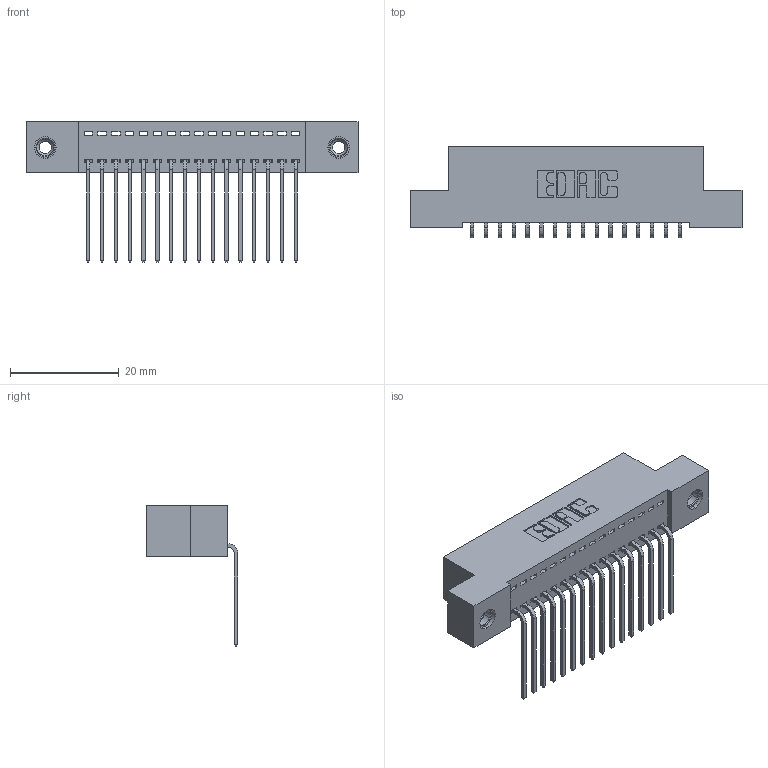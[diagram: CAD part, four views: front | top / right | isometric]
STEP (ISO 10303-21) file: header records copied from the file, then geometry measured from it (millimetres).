
FILE_DESCRIPTION (( 'STEP AP203' ), '1' );
FILE_NAME ('392-016-559-108.STEP', '2019-10-07T03:29:19', ( '' ), ( '' ), 'SwSTEP 2.0', 'SolidWorks 2016', '' );
FILE_SCHEMA (( 'CONFIG_CONTROL_DESIGN' ));
Length unit declared in the file: inch
Products named in the file (4): 342 Part_TI; 345-292-001_558 559 Tail - 1; 345-250-001_345-250-003-102; 392-016-559-108
Assembly tree (19 placements, depth 2):
  392-016-559-108
    342 Part_TI
    345-292-001_558 559 Tail - 1  x16
    345-250-001_345-250-003-102  x2
Bounding box: 60.96 x 16.83 x 25.78 mm (x, y, z)
Volume: 5296.8 mm3; surface area: 7613.3 mm2
Topology: 19 solids, 19 shells, 1130 faces, 3347 edges, 2202 vertices
Faces by surface type: plane 802, cylinder 312, cone 12, torus 4
Entity records: 14282 total; most frequent: CARTESIAN_POINT 2449, ORIENTED_EDGE 2394, DIRECTION 2151, EDGE_CURVE 1197, LINE 1049, VECTOR 1049, VERTEX_POINT 792, AXIS2_PLACEMENT_3D 551
